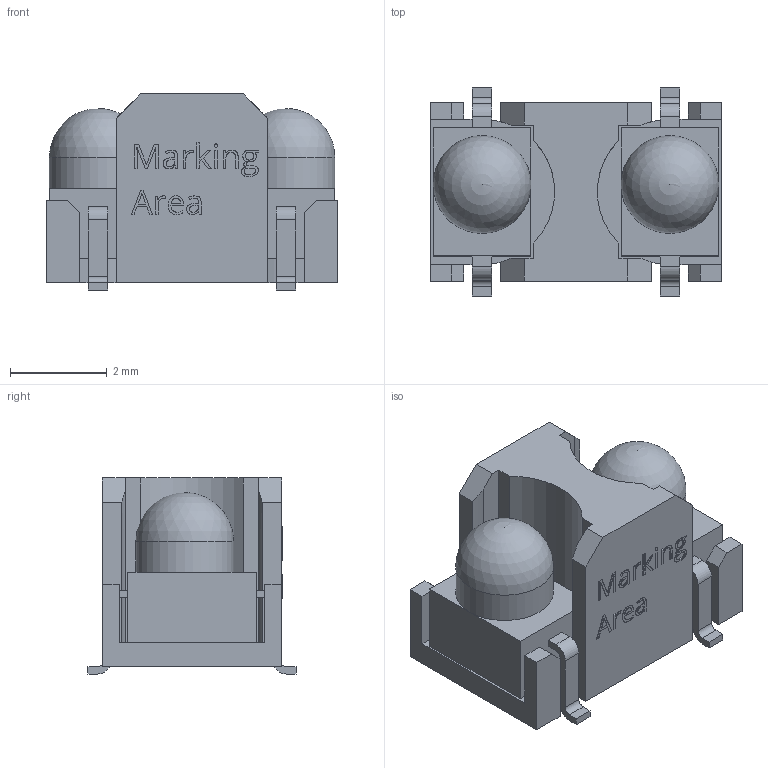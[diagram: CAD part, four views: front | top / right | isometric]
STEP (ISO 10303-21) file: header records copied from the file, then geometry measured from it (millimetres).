
FILE_DESCRIPTION(/* description */ ('STEP AP214'),/* implementation_level */ '2;1');
FILE_NAME(/* name */ '5feb899b0f3f3011f1492d84',/* time_stamp */ '2020-12-29T19:55:08+00:00',/* author */ (''),/* organization */ (''),/* preprocessor_version */ 'ST-DEVELOPER v18.1',/* originating_system */ ' ',/* authorisation */ ' ');
FILE_SCHEMA (('AUTOMOTIVE_DESIGN {1 0 10303 214 3 1 1}'));
Length unit declared in the file: metre
Products named in the file (1): TCND5000
Bounding box: 6 x 4.3 x 4.05 mm (x, y, z)
Volume: 58 mm3; surface area: 169.6 mm2
Topology: 1 solids, 1 shells, 362 faces, 1000 edges, 662 vertices
Faces by surface type: plane 208, bspline 124, cylinder 28, sphere 2
Full cylindrical faces by diameter (mm): 2.02 x2
Entity records: 13777 total; most frequent: CARTESIAN_POINT 3377, ORIENTED_EDGE 1984, DIRECTION 1280, EDGE_CURVE 992, LINE 686, VECTOR 686, VERTEX_POINT 658, EDGE_LOOP 388
